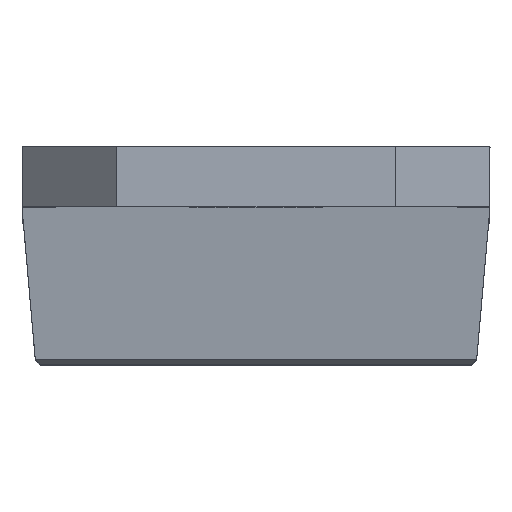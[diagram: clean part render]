
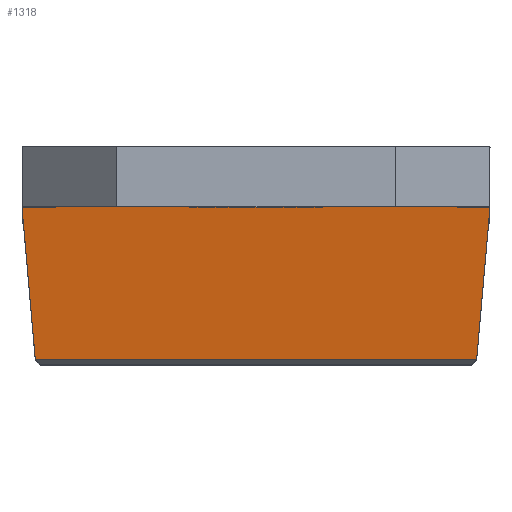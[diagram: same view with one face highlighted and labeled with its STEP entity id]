
A CAD part, top view. The second image highlights one B-rep face of the part: STEP entity #1318.
In plain terms, the highlighted planar face has unit normal (0, -0.122, 0.993).
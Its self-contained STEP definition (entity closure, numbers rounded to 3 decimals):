
#85=FACE_OUTER_BOUND('',#157,.T.);
#157=EDGE_LOOP('',(#942,#943,#944,#945,#946,#947,#948,#949,#950,#951));
#236=LINE('',#1963,#404);
#238=LINE('',#1967,#406);
#241=LINE('',#1972,#409);
#249=LINE('',#1988,#417);
#250=LINE('',#1991,#418);
#253=LINE('',#1997,#421);
#255=LINE('',#2001,#423);
#260=LINE('',#2011,#428);
#261=LINE('',#2013,#429);
#262=LINE('',#2014,#430);
#404=VECTOR('',#1593,10.);
#406=VECTOR('',#1597,10.);
#409=VECTOR('',#1602,10.);
#417=VECTOR('',#1618,10.);
#418=VECTOR('',#1621,10.);
#421=VECTOR('',#1626,10.);
#423=VECTOR('',#1630,10.);
#428=VECTOR('',#1639,10.);
#429=VECTOR('',#1640,10.);
#430=VECTOR('',#1641,10.);
#578=VERTEX_POINT('',#1960);
#579=VERTEX_POINT('',#1962);
#580=VERTEX_POINT('',#1966);
#581=VERTEX_POINT('',#1970);
#585=VERTEX_POINT('',#1986);
#586=VERTEX_POINT('',#1990);
#588=VERTEX_POINT('',#1996);
#589=VERTEX_POINT('',#2000);
#592=VERTEX_POINT('',#2010);
#593=VERTEX_POINT('',#2012);
#706=EDGE_CURVE('',#578,#579,#236,.T.);
#708=EDGE_CURVE('',#579,#580,#238,.T.);
#711=EDGE_CURVE('',#580,#581,#241,.T.);
#719=EDGE_CURVE('',#578,#585,#249,.T.);
#720=EDGE_CURVE('',#586,#581,#250,.T.);
#723=EDGE_CURVE('',#588,#586,#253,.T.);
#725=EDGE_CURVE('',#585,#589,#255,.T.);
#730=EDGE_CURVE('',#592,#589,#260,.T.);
#731=EDGE_CURVE('',#593,#592,#261,.T.);
#732=EDGE_CURVE('',#593,#588,#262,.T.);
#942=ORIENTED_EDGE('',*,*,#706,.F.);
#943=ORIENTED_EDGE('',*,*,#719,.T.);
#944=ORIENTED_EDGE('',*,*,#725,.T.);
#945=ORIENTED_EDGE('',*,*,#730,.F.);
#946=ORIENTED_EDGE('',*,*,#731,.F.);
#947=ORIENTED_EDGE('',*,*,#732,.T.);
#948=ORIENTED_EDGE('',*,*,#723,.T.);
#949=ORIENTED_EDGE('',*,*,#720,.T.);
#950=ORIENTED_EDGE('',*,*,#711,.F.);
#951=ORIENTED_EDGE('',*,*,#708,.F.);
#1247=PLANE('',#1466);
#1318=ADVANCED_FACE('',(#85),#1247,.T.);
#1466=AXIS2_PLACEMENT_3D('',#2009,#1637,#1638);
#1593=DIRECTION('',(-0.735,-0.673,-0.083));
#1597=DIRECTION('',(-1.,0.,0.));
#1602=DIRECTION('',(-0.735,0.673,0.083));
#1618=DIRECTION('',(0.087,0.989,0.122));
#1621=DIRECTION('',(0.086,-0.989,-0.122));
#1626=DIRECTION('',(1.,0.,0.));
#1630=DIRECTION('',(1.,0.,0.));
#1637=DIRECTION('center_axis',(0.,-0.122,0.993));
#1638=DIRECTION('ref_axis',(1.,0.,0.));
#1639=DIRECTION('',(0.,-0.993,-0.122));
#1640=DIRECTION('',(1.,0.,0.));
#1641=DIRECTION('',(0.,-0.993,-0.122));
#1960=CARTESIAN_POINT('',(9.617,-1.95,13.645));
#1962=CARTESIAN_POINT('',(9.617,-1.951,13.645));
#1963=CARTESIAN_POINT('',(9.617,-1.95,13.645));
#1966=CARTESIAN_POINT('',(0.282,-1.951,13.645));
#1967=CARTESIAN_POINT('',(9.617,-1.951,13.645));
#1970=CARTESIAN_POINT('',(0.282,-1.95,13.645));
#1972=CARTESIAN_POINT('',(0.282,-1.951,13.645));
#1986=CARTESIAN_POINT('',(9.869,0.928,14.));
#1988=CARTESIAN_POINT('',(9.617,-1.95,13.645));
#1990=CARTESIAN_POINT('',(0.031,0.928,14.));
#1991=CARTESIAN_POINT('',(0.031,0.928,14.));
#1996=CARTESIAN_POINT('',(0.,0.928,14.));
#1997=CARTESIAN_POINT('',(0.,0.928,14.));
#2000=CARTESIAN_POINT('',(9.9,0.928,14.));
#2001=CARTESIAN_POINT('',(9.869,0.928,14.));
#2009=CARTESIAN_POINT('Origin',(-0.01,0.3,13.923));
#2010=CARTESIAN_POINT('',(9.9,2.55,14.2));
#2011=CARTESIAN_POINT('',(9.9,2.55,14.2));
#2012=CARTESIAN_POINT('',(0.,2.55,14.2));
#2013=CARTESIAN_POINT('',(0.,2.55,14.2));
#2014=CARTESIAN_POINT('',(0.,2.55,14.2));
